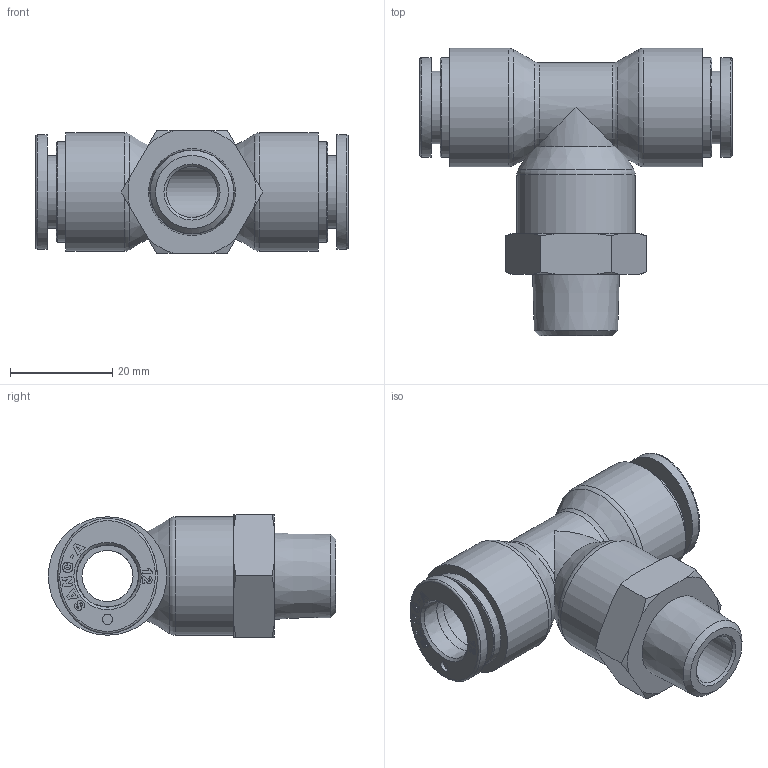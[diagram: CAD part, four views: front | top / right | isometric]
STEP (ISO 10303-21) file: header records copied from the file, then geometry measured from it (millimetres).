
FILE_DESCRIPTION((''),'2;1');
FILE_NAME('CR-PT 1203.stp','2020-08-25T14:06:41',('user'),(''),'Autodesk Inventor 2013','Autodesk Inventor 2013','');
FILE_SCHEMA(('AUTOMOTIVE_DESIGN { 1 0 10303 214 1 1 1 1 }'));
Length unit declared in the file: millimetre
Products named in the file (6): 조립품12; CR-COLLAR 12; HR-Collar 12L(SUS); CR-SLEEVE 12; CR-PUT 12 BODY; HR-PL BODY 1203
Assembly tree (6 placements, depth 3):
  조립품12
    CR-COLLAR 12  x2
      HR-Collar 12L(SUS)
      CR-SLEEVE 12
    CR-PUT 12 BODY
    HR-PL BODY 1203
Bounding box: 61.2 x 56.3 x 24 mm (x, y, z)
Volume: 23317 mm3; surface area: 13293.1 mm2
Topology: 6 solids, 6 shells, 756 faces, 2145 edges, 1429 vertices
Faces by surface type: plane 691, cylinder 30, cone 24, bspline 6, torus 5
Full cylindrical faces by diameter (mm): 2 x2, 10 x3, 12.18 x2, 12.2 x3, 14.2 x2, 19.6 x2, 23.2 x3
Entity records: 12989 total; most frequent: CARTESIAN_POINT 2551, ORIENTED_EDGE 2200, DIRECTION 1962, EDGE_CURVE 1100, VECTOR 990, LINE 990, VERTEX_POINT 747, AXIS2_PLACEMENT_3D 486
